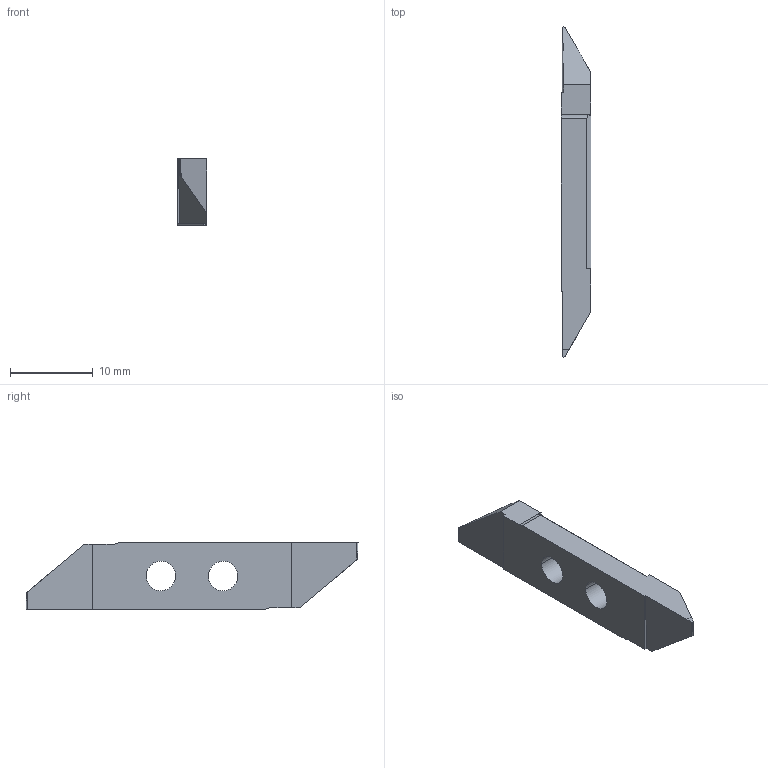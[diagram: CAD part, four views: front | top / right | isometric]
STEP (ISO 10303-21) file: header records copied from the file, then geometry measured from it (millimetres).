
FILE_DESCRIPTION(('CAx-IF Rec.Pracs.---Representation and Presentation of Product Manufacturing Information (PMI)---4.0---2014-10-13'),'2;1');
FILE_NAME('CUT-938-04-02','2020-06-09T15:21:06',('Tobias Weilenmann'),('Utilis'),'3.9.190517','FormatWorks Professional',' ');
FILE_SCHEMA(('AP242_MANAGED_MODEL_BASED_3D_ENGINEERING_MIM_LF {1 0 10303 442 1 1 4 }'));
Length unit declared in the file: millimetre
Products named in the file (1): CUT-938-04-02
Bounding box: 3.6 x 40 x 8 mm (x, y, z)
Volume: 831.8 mm3; surface area: 845.2 mm2
Topology: 1 solids, 1 shells, 46 faces, 132 edges, 88 vertices
Faces by surface type: plane 30, cylinder 16
Entity records: 4043 total; most frequent: CARTESIAN_POINT 388, COLOUR_RGB 312, FILL_AREA_STYLE_COLOUR 312, FILL_AREA_STYLE 312, SURFACE_STYLE_FILL_AREA 312, SURFACE_SIDE_STYLE 312, SURFACE_STYLE_USAGE 312, PRESENTATION_STYLE_ASSIGNMENT 312
